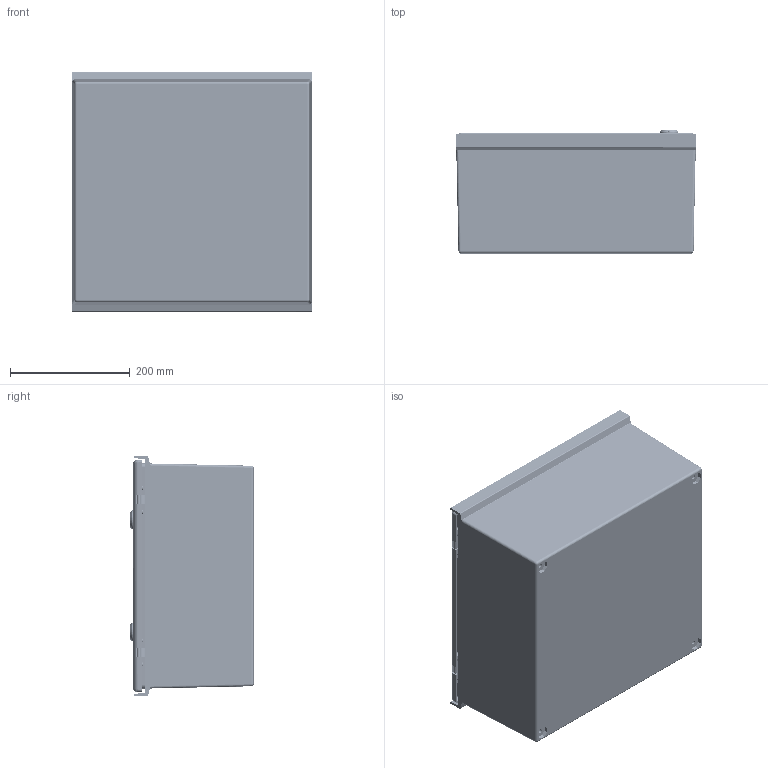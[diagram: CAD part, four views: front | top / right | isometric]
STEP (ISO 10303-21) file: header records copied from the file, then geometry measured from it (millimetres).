
FILE_DESCRIPTION((''),'2;1');
FILE_NAME('NGRW404020_NFL1_ASM','2016-11-28T',('kjell_andersson'),(''),'CREO PARAMETRIC BY PTC INC, 2015290','CREO PARAMETRIC BY PTC INC, 2015290','');
FILE_SCHEMA(('AUTOMOTIVE_DESIGN { 1 0 10303 214 1 1 1 1 }'));
Products named in the file (27): NGRP404020_BASE; CUBO_N_SCREW_4X13; HINGE_BASE; CUBO_N_HINGE_BASE_ASM; NGRW404020_LID; NGRP404020_LID_GASKET; HINGE_LID; HINGE_LID_SCREW_5X10; CUBO_N_HINGE_LID_ASM; MOUNTING_SC_SPRING_WASHER; MOUNTING_SCREW_MAIN; MOUNTING_SCREW_HEAD; MOUNTING_SC_M6_SUBASM_ASM; MOUNTING_SC_NUT_M6; MOUNTING_SCREW_M6_ASM_ASM; CUBO_N_LOCK_PART1; CUBO_N_LOCK_LATCH; CUBO_N_LOCK_PART2; CUBO_N_LOCK_FRAME; CUBO_N_LOCK_INSERT; CUBO_N_LOCK_NUT; CUBO_N_LOCK_PART4; CUBO_N_LOCK_ASM; NGRW404020_WINDOW; NGRW404020_SUB_ASM; NGRW404020_ASM; NGRW404020_NFL1_ASM
Assembly tree (36 placements, depth 6):
  NGRW404020_NFL1_ASM
    NGRW404020_ASM
      NGRW404020_SUB_ASM
        NGRP404020_BASE
        CUBO_N_HINGE_BASE_ASM  x2
          CUBO_N_SCREW_4X13
          HINGE_BASE
        NGRW404020_LID
        NGRP404020_LID_GASKET
        CUBO_N_HINGE_LID_ASM  x2
          HINGE_LID
          HINGE_LID_SCREW_5X10
        MOUNTING_SCREW_M6_ASM_ASM  x4
          MOUNTING_SC_SPRING_WASHER
          MOUNTING_SC_M6_SUBASM_ASM
            MOUNTING_SCREW_MAIN
            MOUNTING_SCREW_HEAD
          MOUNTING_SC_NUT_M6
        CUBO_N_LOCK_ASM  x2
          CUBO_N_LOCK_PART1
          CUBO_N_LOCK_LATCH
          CUBO_N_LOCK_PART2
          CUBO_N_LOCK_FRAME
          CUBO_N_SCREW_4X13
          CUBO_N_LOCK_INSERT
          CUBO_N_LOCK_NUT
          CUBO_N_LOCK_PART4
        NGRW404020_WINDOW
Bounding box: 400 x 205.5 x 400 mm (x, y, z)
Volume: 2170650.1 mm3; surface area: 1476412.3 mm2
Topology: 61 solids, 62 shells, 5326 faces, 12836 edges, 7479 vertices
Faces by surface type: plane 1546, cylinder 1490, cone 1290, bspline 547, torus 264, sphere 189
Entity records: 150180 total; most frequent: CARTESIAN_POINT 71785, ORIENTED_EDGE 16450, DIRECTION 14779, EDGE_CURVE 8225, AXIS2_PLACEMENT_3D 5525, VERTEX_POINT 4909, VECTOR 3729, LINE 3729
